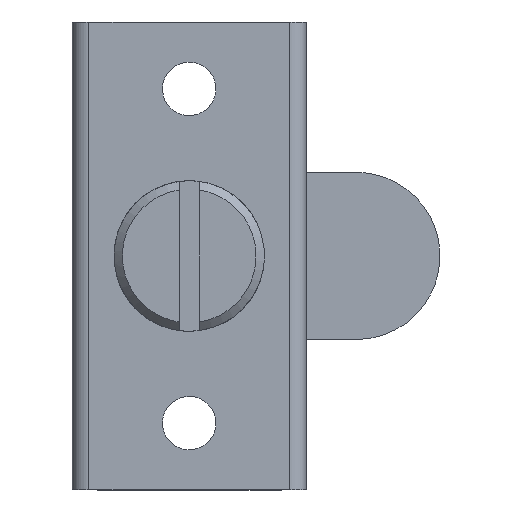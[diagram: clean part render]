
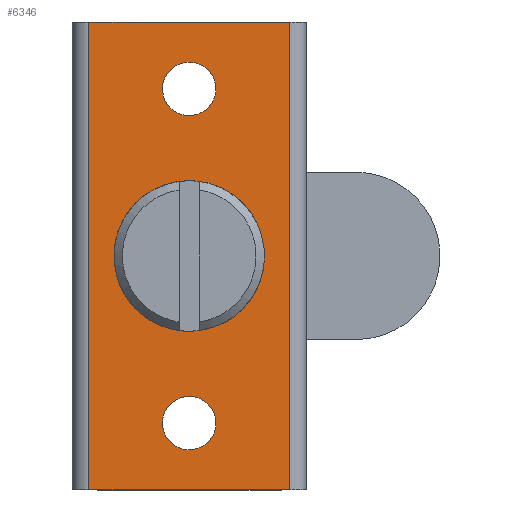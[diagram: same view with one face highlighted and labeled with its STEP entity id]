
A CAD part, front view. The second image highlights one B-rep face of the part: STEP entity #6346.
In plain terms, the highlighted free-form (B-spline) face has degree [1, 1] with [2, 2] control points.
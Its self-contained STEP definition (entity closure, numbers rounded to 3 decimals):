
#5086=CARTESIAN_POINT('',(0.,-3.426,-0.407));
#5087=VERTEX_POINT('',#5086);
#5088=CARTESIAN_POINT('',(0.0,0.0,3.45));
#5089=VERTEX_POINT('',#5088);
#5090=CARTESIAN_POINT('',(0.,-3.426,-0.407));
#5091=CARTESIAN_POINT('',(0.0,-3.45,-0.204));
#5092=CARTESIAN_POINT('',(0.0,-3.45,0.));
#5093=CARTESIAN_POINT('',(0.0,-3.45,3.45));
#5094=CARTESIAN_POINT('',(0.0,0.0,3.45));
#5102=(BOUNDED_CURVE()B_SPLINE_CURVE(2,(#5090,#5091,#5092,#5093,#5094),.UNSPECIFIED.,.F.,.U.)B_SPLINE_CURVE_WITH_KNOTS((3,2,3),(0.23,0.25,0.5),.UNSPECIFIED.)CURVE()GEOMETRIC_REPRESENTATION_ITEM()RATIONAL_B_SPLINE_CURVE((0.956,0.976,1.0,0.707,1.0))REPRESENTATION_ITEM(''));
#5103=EDGE_CURVE('',#5087,#5089,#5102,.T.);
#5105=CARTESIAN_POINT('',(0.,3.444,0.211));
#5106=VERTEX_POINT('',#5105);
#5107=CARTESIAN_POINT('',(0.0,0.0,3.45));
#5108=CARTESIAN_POINT('',(0.0,3.245,3.45));
#5109=CARTESIAN_POINT('',(0.,3.444,0.211));
#5117=(BOUNDED_CURVE()B_SPLINE_CURVE(2,(#5107,#5108,#5109),.UNSPECIFIED.,.F.,.U.)B_SPLINE_CURVE_WITH_KNOTS((3,3),(0.5,0.739),.UNSPECIFIED.)CURVE()GEOMETRIC_REPRESENTATION_ITEM()RATIONAL_B_SPLINE_CURVE((1.0,0.72,0.976))REPRESENTATION_ITEM(''));
#5118=EDGE_CURVE('',#5089,#5106,#5117,.T.);
#5185=CARTESIAN_POINT('',(0.0,0.0,-3.45));
#5186=VERTEX_POINT('',#5185);
#5187=CARTESIAN_POINT('',(0.0,0.0,-3.45));
#5188=CARTESIAN_POINT('',(0.0,-3.064,-3.45));
#5189=CARTESIAN_POINT('',(0.,-3.426,-0.407));
#5197=(BOUNDED_CURVE()B_SPLINE_CURVE(2,(#5187,#5188,#5189),.UNSPECIFIED.,.F.,.U.)B_SPLINE_CURVE_WITH_KNOTS((3,3),(0.0,0.23),.UNSPECIFIED.)CURVE()GEOMETRIC_REPRESENTATION_ITEM()RATIONAL_B_SPLINE_CURVE((1.0,0.731,0.956))REPRESENTATION_ITEM(''));
#5198=EDGE_CURVE('',#5186,#5087,#5197,.T.);
#5232=CARTESIAN_POINT('',(0.,3.444,0.211));
#5233=CARTESIAN_POINT('',(0.0,3.45,0.105));
#5234=CARTESIAN_POINT('',(0.0,3.45,0.));
#5235=CARTESIAN_POINT('',(0.0,3.45,-3.45));
#5236=CARTESIAN_POINT('',(0.0,0.0,-3.45));
#5244=(BOUNDED_CURVE()B_SPLINE_CURVE(2,(#5232,#5233,#5234,#5235,#5236),.UNSPECIFIED.,.F.,.U.)B_SPLINE_CURVE_WITH_KNOTS((3,2,3),(0.739,0.75,1.0),.UNSPECIFIED.)CURVE()GEOMETRIC_REPRESENTATION_ITEM()RATIONAL_B_SPLINE_CURVE((0.976,0.988,1.0,0.707,1.0))REPRESENTATION_ITEM(''));
#5245=EDGE_CURVE('',#5106,#5186,#5244,.T.);
#5272=CARTESIAN_POINT('',(0.,-1.589,9.811));
#5273=VERTEX_POINT('',#5272);
#5274=CARTESIAN_POINT('',(0.0,0.0,11.6));
#5275=VERTEX_POINT('',#5274);
#5276=CARTESIAN_POINT('',(0.,-1.589,9.811));
#5277=CARTESIAN_POINT('',(0.0,-1.6,9.905));
#5278=CARTESIAN_POINT('',(0.0,-1.6,10.));
#5279=CARTESIAN_POINT('',(0.0,-1.6,11.6));
#5280=CARTESIAN_POINT('',(0.0,0.0,11.6));
#5288=(BOUNDED_CURVE()B_SPLINE_CURVE(2,(#5276,#5277,#5278,#5279,#5280),.UNSPECIFIED.,.F.,.U.)B_SPLINE_CURVE_WITH_KNOTS((3,2,3),(0.23,0.25,0.5),.UNSPECIFIED.)CURVE()GEOMETRIC_REPRESENTATION_ITEM()RATIONAL_B_SPLINE_CURVE((0.956,0.976,1.0,0.707,1.0))REPRESENTATION_ITEM(''));
#5289=EDGE_CURVE('',#5273,#5275,#5288,.T.);
#5291=CARTESIAN_POINT('',(0.,1.597,10.098));
#5292=VERTEX_POINT('',#5291);
#5293=CARTESIAN_POINT('',(0.0,0.0,11.6));
#5294=CARTESIAN_POINT('',(0.0,1.505,11.6));
#5295=CARTESIAN_POINT('',(0.,1.597,10.098));
#5303=(BOUNDED_CURVE()B_SPLINE_CURVE(2,(#5293,#5294,#5295),.UNSPECIFIED.,.F.,.U.)B_SPLINE_CURVE_WITH_KNOTS((3,3),(0.5,0.739),.UNSPECIFIED.)CURVE()GEOMETRIC_REPRESENTATION_ITEM()RATIONAL_B_SPLINE_CURVE((1.0,0.72,0.976))REPRESENTATION_ITEM(''));
#5304=EDGE_CURVE('',#5275,#5292,#5303,.T.);
#5371=CARTESIAN_POINT('',(0.0,0.0,8.4));
#5372=VERTEX_POINT('',#5371);
#5373=CARTESIAN_POINT('',(0.0,0.0,8.4));
#5374=CARTESIAN_POINT('',(0.0,-1.421,8.4));
#5375=CARTESIAN_POINT('',(0.,-1.589,9.811));
#5383=(BOUNDED_CURVE()B_SPLINE_CURVE(2,(#5373,#5374,#5375),.UNSPECIFIED.,.F.,.U.)B_SPLINE_CURVE_WITH_KNOTS((3,3),(0.0,0.23),.UNSPECIFIED.)CURVE()GEOMETRIC_REPRESENTATION_ITEM()RATIONAL_B_SPLINE_CURVE((1.0,0.731,0.956))REPRESENTATION_ITEM(''));
#5384=EDGE_CURVE('',#5372,#5273,#5383,.T.);
#5418=CARTESIAN_POINT('',(0.,1.597,10.098));
#5419=CARTESIAN_POINT('',(0.0,1.6,10.049));
#5420=CARTESIAN_POINT('',(0.0,1.6,10.));
#5421=CARTESIAN_POINT('',(0.0,1.6,8.4));
#5422=CARTESIAN_POINT('',(0.0,0.0,8.4));
#5430=(BOUNDED_CURVE()B_SPLINE_CURVE(2,(#5418,#5419,#5420,#5421,#5422),.UNSPECIFIED.,.F.,.U.)B_SPLINE_CURVE_WITH_KNOTS((3,2,3),(0.739,0.75,1.0),.UNSPECIFIED.)CURVE()GEOMETRIC_REPRESENTATION_ITEM()RATIONAL_B_SPLINE_CURVE((0.976,0.988,1.0,0.707,1.0))REPRESENTATION_ITEM(''));
#5431=EDGE_CURVE('',#5292,#5372,#5430,.T.);
#5458=CARTESIAN_POINT('',(0.,1.589,-9.811));
#5459=VERTEX_POINT('',#5458);
#5460=CARTESIAN_POINT('',(0.0,0.0,-11.6));
#5461=VERTEX_POINT('',#5460);
#5462=CARTESIAN_POINT('',(0.,1.589,-9.811));
#5463=CARTESIAN_POINT('',(0.0,1.6,-9.905));
#5464=CARTESIAN_POINT('',(0.0,1.6,-10.));
#5465=CARTESIAN_POINT('',(0.0,1.6,-11.6));
#5466=CARTESIAN_POINT('',(0.0,0.0,-11.6));
#5474=(BOUNDED_CURVE()B_SPLINE_CURVE(2,(#5462,#5463,#5464,#5465,#5466),.UNSPECIFIED.,.F.,.U.)B_SPLINE_CURVE_WITH_KNOTS((3,2,3),(0.73,0.75,1.0),.UNSPECIFIED.)CURVE()GEOMETRIC_REPRESENTATION_ITEM()RATIONAL_B_SPLINE_CURVE((0.956,0.976,1.0,0.707,1.0))REPRESENTATION_ITEM(''));
#5475=EDGE_CURVE('',#5459,#5461,#5474,.T.);
#5477=CARTESIAN_POINT('',(0.,-1.597,-10.098));
#5478=VERTEX_POINT('',#5477);
#5479=CARTESIAN_POINT('',(0.0,0.0,-11.6));
#5480=CARTESIAN_POINT('',(0.0,-1.505,-11.6));
#5481=CARTESIAN_POINT('',(0.,-1.597,-10.098));
#5489=(BOUNDED_CURVE()B_SPLINE_CURVE(2,(#5479,#5480,#5481),.UNSPECIFIED.,.F.,.U.)B_SPLINE_CURVE_WITH_KNOTS((3,3),(0.0,0.239),.UNSPECIFIED.)CURVE()GEOMETRIC_REPRESENTATION_ITEM()RATIONAL_B_SPLINE_CURVE((1.0,0.72,0.976))REPRESENTATION_ITEM(''));
#5490=EDGE_CURVE('',#5461,#5478,#5489,.T.);
#5557=CARTESIAN_POINT('',(0.0,0.0,-8.4));
#5558=VERTEX_POINT('',#5557);
#5559=CARTESIAN_POINT('',(0.0,0.0,-8.4));
#5560=CARTESIAN_POINT('',(0.0,1.421,-8.4));
#5561=CARTESIAN_POINT('',(0.,1.589,-9.811));
#5569=(BOUNDED_CURVE()B_SPLINE_CURVE(2,(#5559,#5560,#5561),.UNSPECIFIED.,.F.,.U.)B_SPLINE_CURVE_WITH_KNOTS((3,3),(0.5,0.73),.UNSPECIFIED.)CURVE()GEOMETRIC_REPRESENTATION_ITEM()RATIONAL_B_SPLINE_CURVE((1.0,0.731,0.956))REPRESENTATION_ITEM(''));
#5570=EDGE_CURVE('',#5558,#5459,#5569,.T.);
#5604=CARTESIAN_POINT('',(0.,-1.597,-10.098));
#5605=CARTESIAN_POINT('',(0.0,-1.6,-10.049));
#5606=CARTESIAN_POINT('',(0.0,-1.6,-10.));
#5607=CARTESIAN_POINT('',(0.0,-1.6,-8.4));
#5608=CARTESIAN_POINT('',(0.0,0.0,-8.4));
#5616=(BOUNDED_CURVE()B_SPLINE_CURVE(2,(#5604,#5605,#5606,#5607,#5608),.UNSPECIFIED.,.F.,.U.)B_SPLINE_CURVE_WITH_KNOTS((3,2,3),(0.239,0.25,0.5),.UNSPECIFIED.)CURVE()GEOMETRIC_REPRESENTATION_ITEM()RATIONAL_B_SPLINE_CURVE((0.976,0.988,1.0,0.707,1.0))REPRESENTATION_ITEM(''));
#5617=EDGE_CURVE('',#5478,#5558,#5616,.T.);
#6144=CARTESIAN_POINT('',(0.,6.0,14.));
#6145=VERTEX_POINT('',#6144);
#6159=CARTESIAN_POINT('',(0.,-6.0,14.));
#6160=VERTEX_POINT('',#6159);
#6161=CARTESIAN_POINT('',(0.,-6.0,14.));
#6162=CARTESIAN_POINT('',(0.,6.0,14.));
#6163=QUASI_UNIFORM_CURVE('',1,(#6161,#6162),.UNSPECIFIED.,.F.,.U.);
#6164=EDGE_CURVE('',#6160,#6145,#6163,.T.);
#6284=CARTESIAN_POINT('',(0.,6.0,-14.));
#6285=VERTEX_POINT('',#6284);
#6299=CARTESIAN_POINT('',(0.,6.0,-14.));
#6300=CARTESIAN_POINT('',(0.,6.0,14.));
#6301=QUASI_UNIFORM_CURVE('',1,(#6299,#6300),.UNSPECIFIED.,.F.,.U.);
#6302=EDGE_CURVE('',#6285,#6145,#6301,.T.);
#6307=CARTESIAN_POINT('',(0.,-6.599,-15.399));
#6308=CARTESIAN_POINT('',(0.,6.599,-15.399));
#6309=CARTESIAN_POINT('',(0.,-6.599,15.399));
#6310=CARTESIAN_POINT('',(0.,6.599,15.399));
#6311=B_SPLINE_SURFACE_WITH_KNOTS('',1,1,((#6307,#6309),(#6308,#6310)),.UNSPECIFIED.,.F.,.F.,.U.,(2,2),(2,2),(0.0,13.199),(0.0,30.797),.UNSPECIFIED.);
#6312=ORIENTED_EDGE('',*,*,#6164,.T.);
#6313=ORIENTED_EDGE('',*,*,#6302,.F.);
#6314=CARTESIAN_POINT('',(0.,-6.0,-14.));
#6315=VERTEX_POINT('',#6314);
#6316=CARTESIAN_POINT('',(0.,-6.0,-14.));
#6317=CARTESIAN_POINT('',(0.,6.0,-14.));
#6318=QUASI_UNIFORM_CURVE('',1,(#6316,#6317),.UNSPECIFIED.,.F.,.U.);
#6319=EDGE_CURVE('',#6315,#6285,#6318,.T.);
#6320=ORIENTED_EDGE('',*,*,#6319,.F.);
#6321=CARTESIAN_POINT('',(0.,-6.0,-14.));
#6322=CARTESIAN_POINT('',(0.,-6.0,14.));
#6323=QUASI_UNIFORM_CURVE('',1,(#6321,#6322),.UNSPECIFIED.,.F.,.U.);
#6324=EDGE_CURVE('',#6315,#6160,#6323,.T.);
#6325=ORIENTED_EDGE('',*,*,#6324,.T.);
#6326=EDGE_LOOP('',(#6312,#6313,#6320,#6325));
#6327=FACE_OUTER_BOUND('',#6326,.T.);
#6328=ORIENTED_EDGE('',*,*,#5490,.F.);
#6329=ORIENTED_EDGE('',*,*,#5475,.F.);
#6330=ORIENTED_EDGE('',*,*,#5570,.F.);
#6331=ORIENTED_EDGE('',*,*,#5617,.F.);
#6332=EDGE_LOOP('',(#6328,#6329,#6330,#6331));
#6333=FACE_BOUND('',#6332,.T.);
#6334=ORIENTED_EDGE('',*,*,#5304,.F.);
#6335=ORIENTED_EDGE('',*,*,#5289,.F.);
#6336=ORIENTED_EDGE('',*,*,#5384,.F.);
#6337=ORIENTED_EDGE('',*,*,#5431,.F.);
#6338=EDGE_LOOP('',(#6334,#6335,#6336,#6337));
#6339=FACE_BOUND('',#6338,.T.);
#6340=ORIENTED_EDGE('',*,*,#5118,.F.);
#6341=ORIENTED_EDGE('',*,*,#5103,.F.);
#6342=ORIENTED_EDGE('',*,*,#5198,.F.);
#6343=ORIENTED_EDGE('',*,*,#5245,.F.);
#6344=EDGE_LOOP('',(#6340,#6341,#6342,#6343));
#6345=FACE_BOUND('',#6344,.T.);
#6346=ADVANCED_FACE('',(#6327,#6333,#6339,#6345),#6311,.F.);
